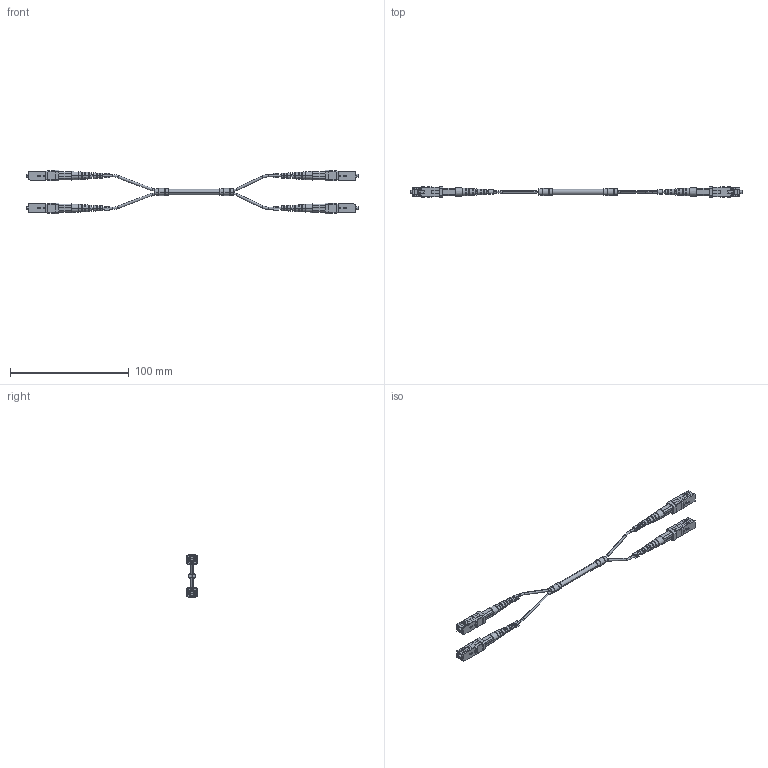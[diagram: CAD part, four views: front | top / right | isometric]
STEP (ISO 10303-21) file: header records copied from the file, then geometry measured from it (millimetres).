
FILE_DESCRIPTION (( 'STEP AP214' ), '1' );
FILE_NAME ('FCA-SSCUSCUD_3D.STEP', '2022-01-18T23:29:29', ( '' ), ( '' ), 'SwSTEP 2.0', 'SolidWorks 2021', '' );
FILE_SCHEMA (( 'AUTOMOTIVE_DESIGN' ));
Length unit declared in the file: inch
Products named in the file (17): 1AF04-005-MA4^1AF04-005(2)_Copy (2) of 1AF04-005_FCA-SSCUSCUD; G652D 2 FIBERS OPTICAL; 1AF04-005-MA2^1AF04-005(2)_Copy (2) of 1AF04-005_FCA-SSCUSCUD; LBL-C3P-B; 1AF04-005-MA1^1AF04-005(2)_Copy (2) of 1AF04-005_FCA-SSCUSCUD; Copy (2) of 1AF04-005^FCA-SSCUSCUD; 1AF04-005-MA1^1AF04-005(2)_Copy of 1AF04-005_FCA-SSCUSCUD; 1AF04-005(2)^Copy of 1AF04-005_FCA-SSCUSCUD; 1AF04-005(2)^Copy (2) of 1AF04-005_FCA-SSCUSCUD; 1AF04-005-MA3^1AF04-005(2)_Copy of 1AF04-005_FCA-SSCUSCUD; FCA-SSCUSCUD_3D; 1AF04-005-MA2^1AF04-005(2)_Copy of 1AF04-005_FCA-SSCUSCUD; 1AF04-005-MA3^1AF04-005(2)_Copy (2) of 1AF04-005_FCA-SSCUSCUD; FCA-FCFC-DPS1Z-ma1_YELLOW; LBL-C3P-A; 1AF04-005-MA4^1AF04-005(2)_Copy of 1AF04-005_FCA-SSCUSCUD; Copy of 1AF04-005^FCA-SSCUSCUD
Assembly tree (20 placements, depth 4):
  FCA-SSCUSCUD_3D
    FCA-FCFC-DPS1Z-ma1_YELLOW
    LBL-C3P-A  x2
    LBL-C3P-B  x2
    G652D 2 FIBERS OPTICAL
    Copy of 1AF04-005^FCA-SSCUSCUD
      1AF04-005(2)^Copy of 1AF04-005_FCA-SSCUSCUD
        1AF04-005-MA2^1AF04-005(2)_Copy of 1AF04-005_FCA-SSCUSCUD
        1AF04-005-MA1^1AF04-005(2)_Copy of 1AF04-005_FCA-SSCUSCUD
        1AF04-005-MA4^1AF04-005(2)_Copy of 1AF04-005_FCA-SSCUSCUD
        1AF04-005-MA3^1AF04-005(2)_Copy of 1AF04-005_FCA-SSCUSCUD
    Copy (2) of 1AF04-005^FCA-SSCUSCUD  x3
      1AF04-005(2)^Copy (2) of 1AF04-005_FCA-SSCUSCUD
        1AF04-005-MA2^1AF04-005(2)_Copy (2) of 1AF04-005_FCA-SSCUSCUD
        1AF04-005-MA1^1AF04-005(2)_Copy (2) of 1AF04-005_FCA-SSCUSCUD
        1AF04-005-MA4^1AF04-005(2)_Copy (2) of 1AF04-005_FCA-SSCUSCUD
        1AF04-005-MA3^1AF04-005(2)_Copy (2) of 1AF04-005_FCA-SSCUSCUD
Bounding box: 278.99 x 8.89 x 36.29 mm (x, y, z)
Volume: 9479.2 mm3; surface area: 19450.5 mm2
Topology: 23 solids, 23 shells, 1258 faces, 3568 edges, 2328 vertices
Faces by surface type: plane 1032, cylinder 152, cone 32, torus 24, bspline 18
Entity records: 23741 total; most frequent: CARTESIAN_POINT 5169, ORIENTED_EDGE 3694, DIRECTION 3468, EDGE_CURVE 1847, VECTOR 1284, LINE 1284, VERTEX_POINT 1198, AXIS2_PLACEMENT_3D 1092
